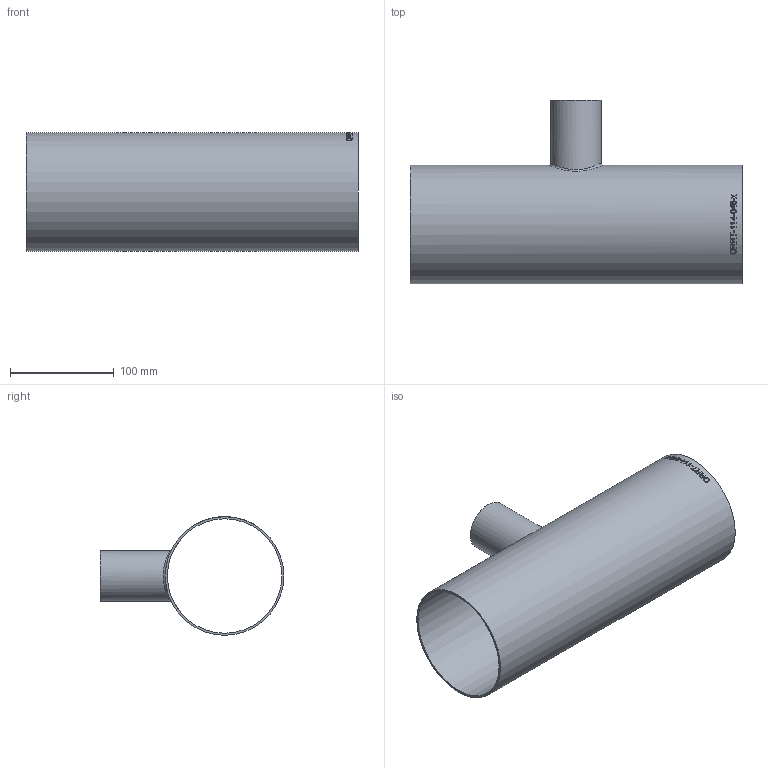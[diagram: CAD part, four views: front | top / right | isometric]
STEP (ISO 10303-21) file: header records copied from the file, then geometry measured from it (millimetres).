
FILE_DESCRIPTION (( 'STEP AP214' ), '1' );
FILE_NAME ('ORRT-114-048-x T-Stück reduziert 2004.STEP', '2020-04-08T07:52:20', ( '' ), ( '' ), 'SwSTEP 2.0', 'SolidWorks 2019', '' );
FILE_SCHEMA (( 'AUTOMOTIVE_DESIGN' ));
Length unit declared in the file: millimetre
Products named in the file (1): ORRT-114-048-x T-Stück reduziert 2004
Bounding box: 320 x 177.15 x 114.3 mm (x, y, z)
Volume: 241669.2 mm3; surface area: 243186.6 mm2
Topology: 1 solids, 1 shells, 180 faces, 463 edges, 308 vertices
Faces by surface type: plane 79, bspline 75, cylinder 26
Full cylindrical faces by diameter (mm): 44.3 x1, 48.3 x1, 110.3 x1, 114.3 x1
Entity records: 20555 total; most frequent: CARTESIAN_POINT 14964, ORIENTED_EDGE 914, DIRECTION 518, EDGE_CURVE 457, VERTEX_POINT 308, B_SPLINE_CURVE_WITH_KNOTS 241, EDGE_LOOP 213, AXIS2_PLACEMENT_3D 196
